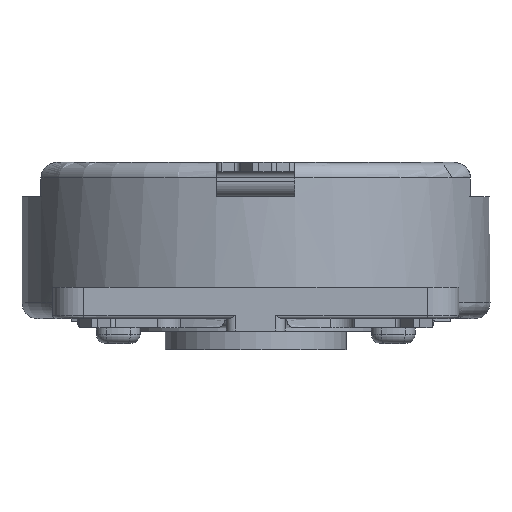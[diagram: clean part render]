
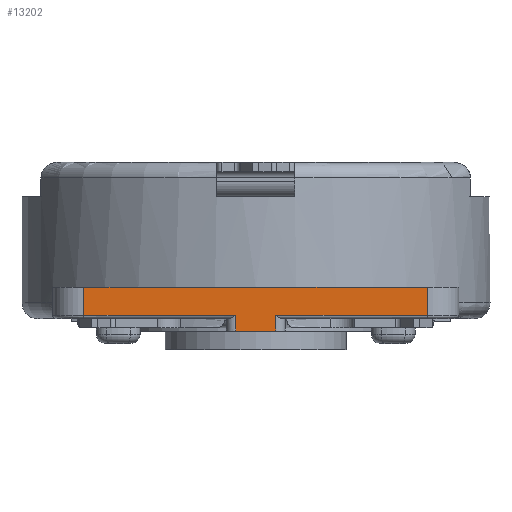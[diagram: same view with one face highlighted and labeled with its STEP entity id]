
A CAD part, front view. The second image highlights one B-rep face of the part: STEP entity #13202.
In plain terms, the highlighted planar face has unit normal (0, -1, 0).
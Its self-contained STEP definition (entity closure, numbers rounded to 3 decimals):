
#344 = CARTESIAN_POINT ( 'NONE',  ( -5.5, -7.5, 3.9 ) ) ;
#357 = ORIENTED_EDGE ( 'NONE', *, *, #11949, .F. ) ;
#918 = ORIENTED_EDGE ( 'NONE', *, *, #8771, .T. ) ;
#1054 = CARTESIAN_POINT ( 'NONE',  ( -0.642, -7.5, -0.4 ) ) ;
#1146 = CARTESIAN_POINT ( 'NONE',  ( 0.642, -7.5, 0.1 ) ) ;
#1177 = CARTESIAN_POINT ( 'NONE',  ( -5.5, -7.5, 0.1 ) ) ;
#1195 = EDGE_CURVE ( 'NONE', #8561, #13513, #2573, .T. ) ;
#1198 = ORIENTED_EDGE ( 'NONE', *, *, #6635, .F. ) ;
#1276 = EDGE_CURVE ( 'NONE', #7155, #3700, #1888, .T. ) ;
#1523 = VECTOR ( 'NONE', #9400, 1000. ) ;
#1888 = LINE ( 'NONE', #11596, #1523 ) ;
#1916 = CARTESIAN_POINT ( 'NONE',  ( 5.5, -7.5, 0.1 ) ) ;
#2161 = CARTESIAN_POINT ( 'NONE',  ( -0.642, -7.5, -0.4 ) ) ;
#2378 = VECTOR ( 'NONE', #14231, 1000. ) ;
#2440 = LINE ( 'NONE', #1177, #14087 ) ;
#2573 = LINE ( 'NONE', #7177, #8207 ) ;
#3093 = CARTESIAN_POINT ( 'NONE',  ( 0., -7.5, 1. ) ) ;
#3106 = ORIENTED_EDGE ( 'NONE', *, *, #1195, .F. ) ;
#3567 = DIRECTION ( 'NONE',  ( 0., 1., 0. ) ) ;
#3700 = VERTEX_POINT ( 'NONE', #10645 ) ;
#4060 = VERTEX_POINT ( 'NONE', #1146 ) ;
#4230 = EDGE_CURVE ( 'NONE', #11678, #7155, #8985, .T. ) ;
#4294 = VECTOR ( 'NONE', #12530, 1000. ) ;
#4412 = CARTESIAN_POINT ( 'NONE',  ( 0., -7.5, 1. ) ) ;
#4631 = LINE ( 'NONE', #4412, #10271 ) ;
#5334 = CARTESIAN_POINT ( 'NONE',  ( -0.642, -7.5, -0.4 ) ) ;
#5549 = DIRECTION ( 'NONE',  ( 1., 0., 0. ) ) ;
#5635 = EDGE_CURVE ( 'NONE', #4060, #13513, #2440, .T. ) ;
#6635 = EDGE_CURVE ( 'NONE', #11201, #11235, #10158, .T. ) ;
#6944 = LINE ( 'NONE', #1054, #7650 ) ;
#7050 = DIRECTION ( 'NONE',  ( 0., 0., -1. ) ) ;
#7155 = VERTEX_POINT ( 'NONE', #11097 ) ;
#7177 = CARTESIAN_POINT ( 'NONE',  ( 5.5, -7.5, 3.9 ) ) ;
#7650 = VECTOR ( 'NONE', #8939, 1000. ) ;
#8053 = CARTESIAN_POINT ( 'NONE',  ( -5.5, -7.5, 3.9 ) ) ;
#8054 = AXIS2_PLACEMENT_3D ( 'NONE', #8053, #3567, #11425 ) ;
#8087 = EDGE_CURVE ( 'NONE', #11678, #11047, #11336, .T. ) ;
#8207 = VECTOR ( 'NONE', #8306, 1000. ) ;
#8244 = EDGE_CURVE ( 'NONE', #11235, #3700, #6944, .T. ) ;
#8306 = DIRECTION ( 'NONE',  ( 0., 0., -1. ) ) ;
#8561 = VERTEX_POINT ( 'NONE', #8625 ) ;
#8625 = CARTESIAN_POINT ( 'NONE',  ( 5.5, -7.5, 1. ) ) ;
#8646 = VECTOR ( 'NONE', #7050, 1000. ) ;
#8771 = EDGE_CURVE ( 'NONE', #11201, #4060, #13282, .T. ) ;
#8939 = DIRECTION ( 'NONE',  ( 0., 0., 1. ) ) ;
#8985 = LINE ( 'NONE', #344, #8646 ) ;
#9400 = DIRECTION ( 'NONE',  ( 1., 0., 0. ) ) ;
#9771 = CARTESIAN_POINT ( 'NONE',  ( 0.642, -7.5, -0.4 ) ) ;
#9819 = ORIENTED_EDGE ( 'NONE', *, *, #4230, .T. ) ;
#9994 = ORIENTED_EDGE ( 'NONE', *, *, #1276, .T. ) ;
#10158 = LINE ( 'NONE', #2161, #12811 ) ;
#10271 = VECTOR ( 'NONE', #5549, 1000. ) ;
#10273 = CARTESIAN_POINT ( 'NONE',  ( 0.642, -7.5, -0.4 ) ) ;
#10312 = PLANE ( 'NONE',  #8054 ) ;
#10645 = CARTESIAN_POINT ( 'NONE',  ( -0.642, -7.5, 0.1 ) ) ;
#11047 = VERTEX_POINT ( 'NONE', #3093 ) ;
#11097 = CARTESIAN_POINT ( 'NONE',  ( -5.5, -7.5, 0.1 ) ) ;
#11152 = DIRECTION ( 'NONE',  ( -1., 0., 0. ) ) ;
#11201 = VERTEX_POINT ( 'NONE', #9771 ) ;
#11235 = VERTEX_POINT ( 'NONE', #5334 ) ;
#11249 = ORIENTED_EDGE ( 'NONE', *, *, #5635, .T. ) ;
#11336 = LINE ( 'NONE', #13087, #2378 ) ;
#11425 = DIRECTION ( 'NONE',  ( 0., 0., 1. ) ) ;
#11596 = CARTESIAN_POINT ( 'NONE',  ( -5.5, -7.5, 0.1 ) ) ;
#11675 = FACE_OUTER_BOUND ( 'NONE', #13042, .T. ) ;
#11678 = VERTEX_POINT ( 'NONE', #11876 ) ;
#11876 = CARTESIAN_POINT ( 'NONE',  ( -5.5, -7.5, 1. ) ) ;
#11949 = EDGE_CURVE ( 'NONE', #11047, #8561, #4631, .T. ) ;
#12444 = DIRECTION ( 'NONE',  ( 1., 0., 0. ) ) ;
#12530 = DIRECTION ( 'NONE',  ( 0., 0., 1. ) ) ;
#12811 = VECTOR ( 'NONE', #11152, 1000. ) ;
#13042 = EDGE_LOOP ( 'NONE', ( #918, #11249, #3106, #357, #13770, #9819, #9994, #13218, #1198 ) ) ;
#13087 = CARTESIAN_POINT ( 'NONE',  ( -5.5, -7.5, 1. ) ) ;
#13202 = ADVANCED_FACE ( 'NONE', ( #11675 ), #10312, .F. ) ;
#13218 = ORIENTED_EDGE ( 'NONE', *, *, #8244, .F. ) ;
#13282 = LINE ( 'NONE', #10273, #4294 ) ;
#13513 = VERTEX_POINT ( 'NONE', #1916 ) ;
#13770 = ORIENTED_EDGE ( 'NONE', *, *, #8087, .F. ) ;
#14087 = VECTOR ( 'NONE', #12444, 1000. ) ;
#14231 = DIRECTION ( 'NONE',  ( 1., 0., 0. ) ) ;
